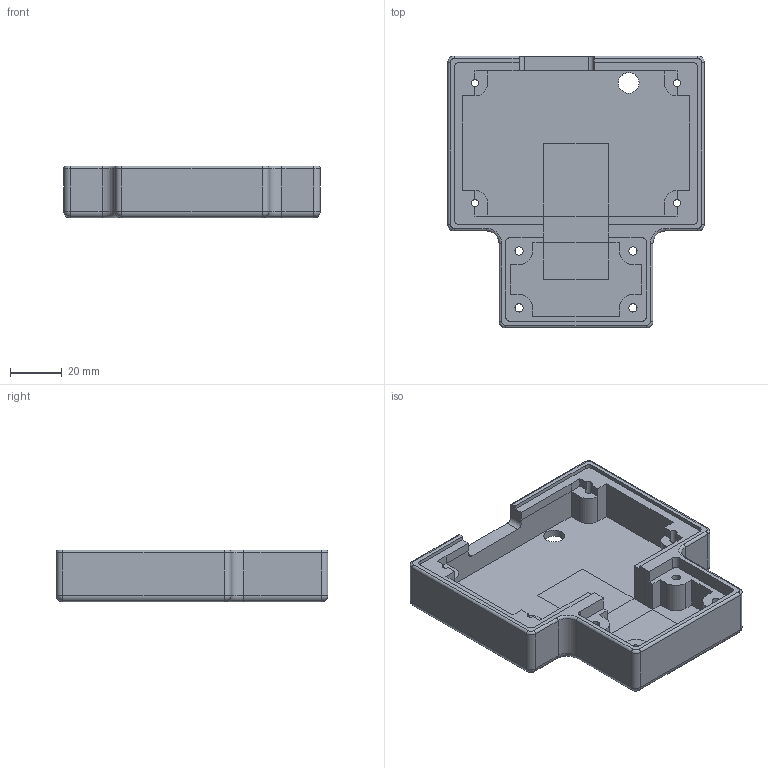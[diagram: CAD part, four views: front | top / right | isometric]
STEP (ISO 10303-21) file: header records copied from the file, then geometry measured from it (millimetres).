
FILE_DESCRIPTION(('FreeCAD Model'),'2;1');
FILE_NAME('Open CASCADE Shape Model','2024-12-17T10:35:19',('Author'),( ''),'Open CASCADE STEP processor 7.6','FreeCAD','Unknown');
FILE_SCHEMA(('AUTOMOTIVE_DESIGN { 1 0 10303 214 1 1 1 1 }'));
Length unit declared in the file: millimetre
Products named in the file (1): TopEdgeFillet
Bounding box: 99.22 x 105.1 x 20 mm (x, y, z)
Volume: 68388.4 mm3; surface area: 33019.4 mm2
Topology: 1 solids, 1 shells, 210 faces, 556 edges, 350 vertices
Faces by surface type: plane 142, cylinder 52, torus 10, sphere 6
Full cylindrical faces by diameter (mm): 2.75 x4, 3.2 x4, 8 x1
Entity records: 6438 total; most frequent: CARTESIAN_POINT 1111, ORIENTED_EDGE 1100, DIRECTION 1098, EDGE_CURVE 550, LINE 424, VECTOR 424, VERTEX_POINT 350, AXIS2_PLACEMENT_3D 337
